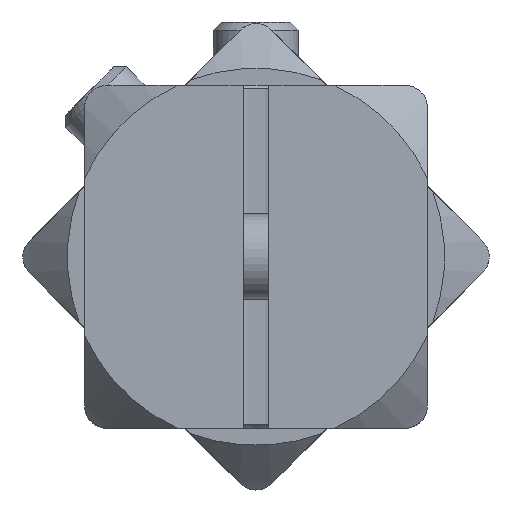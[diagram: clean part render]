
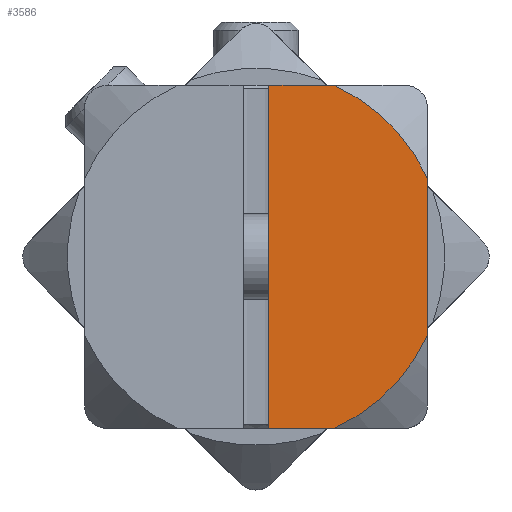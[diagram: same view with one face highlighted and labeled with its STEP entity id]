
A CAD part, left-side view. The second image highlights one B-rep face of the part: STEP entity #3586.
In plain terms, the highlighted planar face has unit normal (-1, 0, 0).
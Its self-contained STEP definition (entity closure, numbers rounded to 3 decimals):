
#96=PLANE('',#4064);
#401=FACE_OUTER_BOUND('',#614,.T.);
#614=EDGE_LOOP('',(#2984,#2985,#2986,#2987,#2988,#2989));
#823=CIRCLE('',#4065,11.);
#824=CIRCLE('',#4066,11.);
#973=LINE('',#6215,#1199);
#977=LINE('',#6267,#1203);
#1031=LINE('',#6533,#1257);
#1032=LINE('',#6538,#1258);
#1199=VECTOR('',#4745,1000.);
#1203=VECTOR('',#4759,1000.);
#1257=VECTOR('',#4959,1000.);
#1258=VECTOR('',#4966,1000.);
#1560=VERTEX_POINT('',#6201);
#1564=VERTEX_POINT('',#6213);
#1577=VERTEX_POINT('',#6262);
#1578=VERTEX_POINT('',#6266);
#1660=VERTEX_POINT('',#6529);
#1661=VERTEX_POINT('',#6536);
#2005=EDGE_CURVE('',#1564,#1560,#973,.T.);
#2018=EDGE_CURVE('',#1577,#1578,#977,.T.);
#2125=EDGE_CURVE('',#1660,#1564,#1031,.T.);
#2126=EDGE_CURVE('',#1578,#1660,#823,.T.);
#2127=EDGE_CURVE('',#1661,#1577,#824,.T.);
#2128=EDGE_CURVE('',#1560,#1661,#1032,.T.);
#2984=ORIENTED_EDGE('',*,*,#2005,.F.);
#2985=ORIENTED_EDGE('',*,*,#2125,.F.);
#2986=ORIENTED_EDGE('',*,*,#2126,.F.);
#2987=ORIENTED_EDGE('',*,*,#2018,.F.);
#2988=ORIENTED_EDGE('',*,*,#2127,.F.);
#2989=ORIENTED_EDGE('',*,*,#2128,.F.);
#3586=ADVANCED_FACE('',(#401),#96,.F.);
#4064=AXIS2_PLACEMENT_3D('',#6534,#4960,#4961);
#4065=AXIS2_PLACEMENT_3D('',#6535,#4962,#4963);
#4066=AXIS2_PLACEMENT_3D('',#6537,#4964,#4965);
#4745=DIRECTION('',(0.,0.,1.));
#4759=DIRECTION('',(0.,0.,-1.));
#4959=DIRECTION('',(0.,1.,0.));
#4960=DIRECTION('center_axis',(1.,0.,0.));
#4961=DIRECTION('ref_axis',(0.,0.,-1.));
#4962=DIRECTION('center_axis',(1.,0.,0.));
#4963=DIRECTION('ref_axis',(0.,0.,-1.));
#4964=DIRECTION('center_axis',(1.,0.,0.));
#4965=DIRECTION('ref_axis',(0.,0.,-1.));
#4966=DIRECTION('',(0.,-1.,0.));
#6201=CARTESIAN_POINT('',(-35.5,-0.75,10.));
#6213=CARTESIAN_POINT('',(-35.5,-0.75,-10.));
#6215=CARTESIAN_POINT('',(-35.5,-0.75,8.7));
#6262=CARTESIAN_POINT('',(-35.5,-10.,4.583));
#6266=CARTESIAN_POINT('',(-35.5,-10.,-4.583));
#6267=CARTESIAN_POINT('',(-35.5,-10.,8.7));
#6529=CARTESIAN_POINT('',(-35.5,-4.583,-10.));
#6533=CARTESIAN_POINT('',(-35.5,-8.7,-10.));
#6534=CARTESIAN_POINT('Origin',(-35.5,-8.7,8.7));
#6535=CARTESIAN_POINT('Origin',(-35.5,0.,0.));
#6536=CARTESIAN_POINT('',(-35.5,-4.583,10.));
#6537=CARTESIAN_POINT('Origin',(-35.5,0.,0.));
#6538=CARTESIAN_POINT('',(-35.5,8.7,10.));
